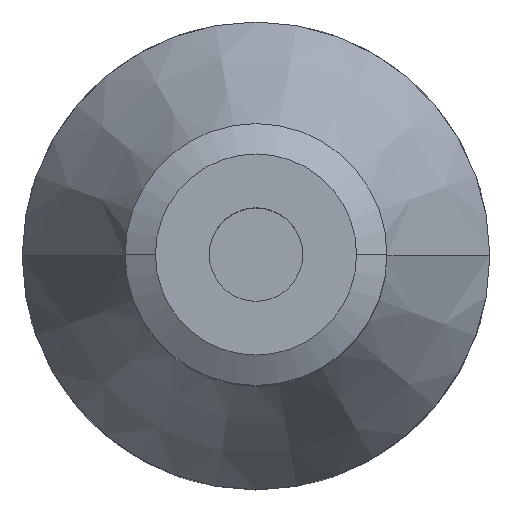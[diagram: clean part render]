
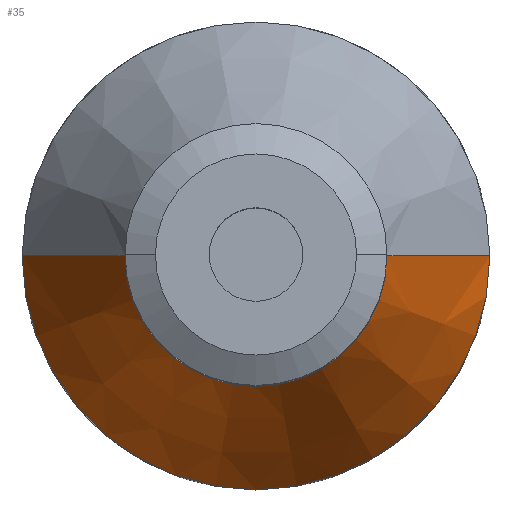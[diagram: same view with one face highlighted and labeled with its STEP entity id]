
A CAD part, top view. The second image highlights one B-rep face of the part: STEP entity #35.
In plain terms, the highlighted conical face has half-angle 28.811 degrees and reference radius 25 mm.
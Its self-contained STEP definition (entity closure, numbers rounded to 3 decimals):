
#35 = ADVANCED_FACE ( 'NONE', ( #4775 ), #2665, .T. ) ;
#145 = AXIS2_PLACEMENT_3D ( 'NONE', #1797, #4418, #2164 ) ;
#212 = CIRCLE ( 'NONE', #145, 25. ) ;
#617 = CIRCLE ( 'NONE', #2847, 14. ) ;
#1027 = EDGE_LOOP ( 'NONE', ( #4794, #1888, #2689, #1126 ) ) ;
#1126 = ORIENTED_EDGE ( 'NONE', *, *, #1864, .T. ) ;
#1139 = DIRECTION ( 'NONE',  ( 0., 0., -1. ) ) ;
#1143 = EDGE_CURVE ( 'NONE', #2062, #3344, #1753, .T. ) ;
#1214 = EDGE_CURVE ( 'NONE', #2062, #3744, #617, .T. ) ;
#1265 = CARTESIAN_POINT ( 'NONE',  ( 25., 0., 20. ) ) ;
#1625 = VECTOR ( 'NONE', #2386, 1000. ) ;
#1670 = AXIS2_PLACEMENT_3D ( 'NONE', #1868, #2237, #2633 ) ;
#1753 = LINE ( 'NONE', #1265, #1625 ) ;
#1797 = CARTESIAN_POINT ( 'NONE',  ( 0., 0., 20. ) ) ;
#1799 = CARTESIAN_POINT ( 'NONE',  ( -25., 0., 20. ) ) ;
#1864 = EDGE_CURVE ( 'NONE', #2326, #3344, #212, .T. ) ;
#1868 = CARTESIAN_POINT ( 'NONE',  ( 0., 0., 20. ) ) ;
#1888 = ORIENTED_EDGE ( 'NONE', *, *, #1214, .T. ) ;
#2062 = VERTEX_POINT ( 'NONE', #4065 ) ;
#2164 = DIRECTION ( 'NONE',  ( 1., 0., 0. ) ) ;
#2166 = DIRECTION ( 'NONE',  ( -0.482, 0., -0.876 ) ) ;
#2237 = DIRECTION ( 'NONE',  ( 0., 0., -1. ) ) ;
#2326 = VERTEX_POINT ( 'NONE', #4672 ) ;
#2372 = LINE ( 'NONE', #1799, #4378 ) ;
#2386 = DIRECTION ( 'NONE',  ( 0.482, 0., -0.876 ) ) ;
#2633 = DIRECTION ( 'NONE',  ( -1., 0., 0. ) ) ;
#2665 = CONICAL_SURFACE ( 'NONE', #1670, 25., 0.503 ) ;
#2689 = ORIENTED_EDGE ( 'NONE', *, *, #3585, .T. ) ;
#2847 = AXIS2_PLACEMENT_3D ( 'NONE', #3408, #1139, #3800 ) ;
#3344 = VERTEX_POINT ( 'NONE', #4175 ) ;
#3408 = CARTESIAN_POINT ( 'NONE',  ( 0., 0., 40. ) ) ;
#3585 = EDGE_CURVE ( 'NONE', #3744, #2326, #2372, .T. ) ;
#3744 = VERTEX_POINT ( 'NONE', #4217 ) ;
#3800 = DIRECTION ( 'NONE',  ( -1., 0., 0. ) ) ;
#4065 = CARTESIAN_POINT ( 'NONE',  ( 14., 0., 40. ) ) ;
#4175 = CARTESIAN_POINT ( 'NONE',  ( 25., 0., 20. ) ) ;
#4217 = CARTESIAN_POINT ( 'NONE',  ( -14., 0., 40. ) ) ;
#4378 = VECTOR ( 'NONE', #2166, 1000. ) ;
#4418 = DIRECTION ( 'NONE',  ( 0., 0., 1. ) ) ;
#4672 = CARTESIAN_POINT ( 'NONE',  ( -25., 0., 20. ) ) ;
#4775 = FACE_OUTER_BOUND ( 'NONE', #1027, .T. ) ;
#4794 = ORIENTED_EDGE ( 'NONE', *, *, #1143, .F. ) ;
